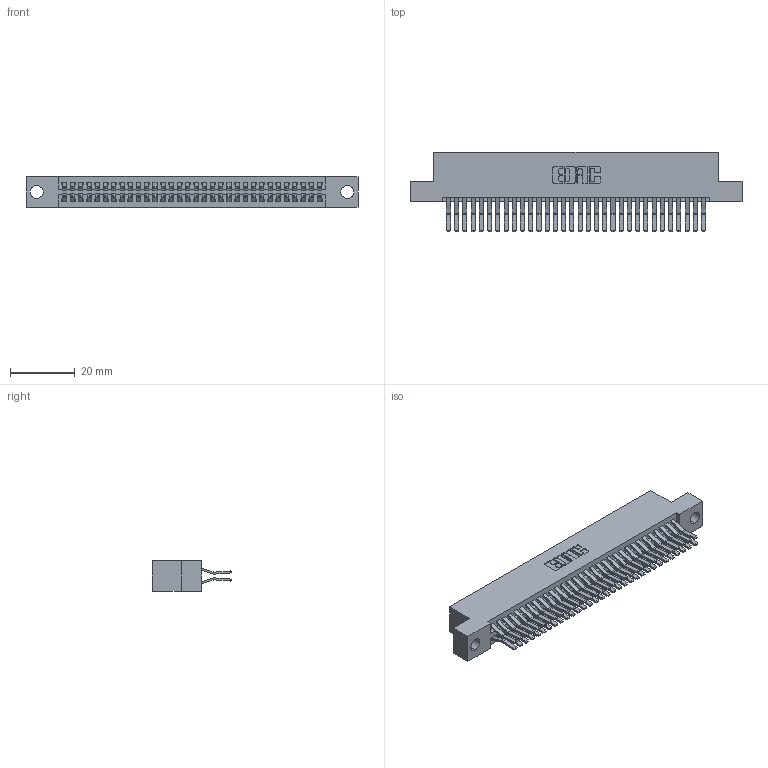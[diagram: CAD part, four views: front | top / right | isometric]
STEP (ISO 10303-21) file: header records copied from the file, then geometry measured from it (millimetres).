
FILE_DESCRIPTION (( 'STEP AP203' ), '1' );
FILE_NAME ('395-064-560-204.STEP', '2018-11-24T20:11:45', ( '' ), ( '' ), 'SwSTEP 2.0', 'SolidWorks 2016', '' );
FILE_SCHEMA (( 'CONFIG_CONTROL_DESIGN' ));
Length unit declared in the file: inch
Products named in the file (3): 345 Part_Flush Mounting Lugs - 0.156 Dia-TH; 395-064-560-204; 345-292-001_560 Tail
Assembly tree (65 placements, depth 2):
  395-064-560-204
    345 Part_Flush Mounting Lugs - 0.156 Dia-TH
    345-292-001_560 Tail  x64
Bounding box: 102.49 x 24.45 x 9.4 mm (x, y, z)
Volume: 10194.7 mm3; surface area: 15769.9 mm2
Topology: 65 solids, 65 shells, 3454 faces, 10261 edges, 6754 vertices
Faces by surface type: plane 2192, cylinder 1262
Entity records: 26545 total; most frequent: CARTESIAN_POINT 4460, ORIENTED_EDGE 4394, DIRECTION 3949, EDGE_CURVE 2197, VECTOR 1933, LINE 1933, VERTEX_POINT 1462, AXIS2_PLACEMENT_3D 1008
